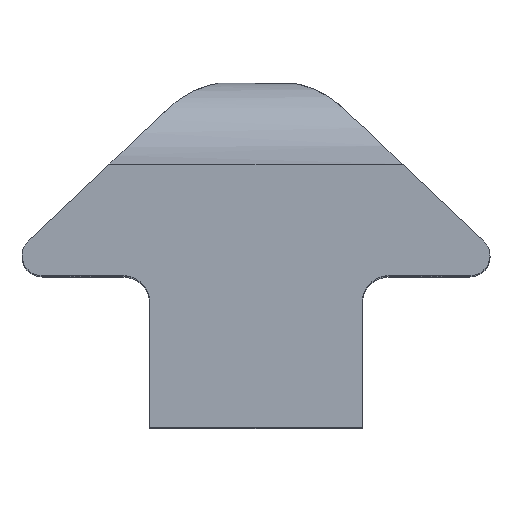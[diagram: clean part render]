
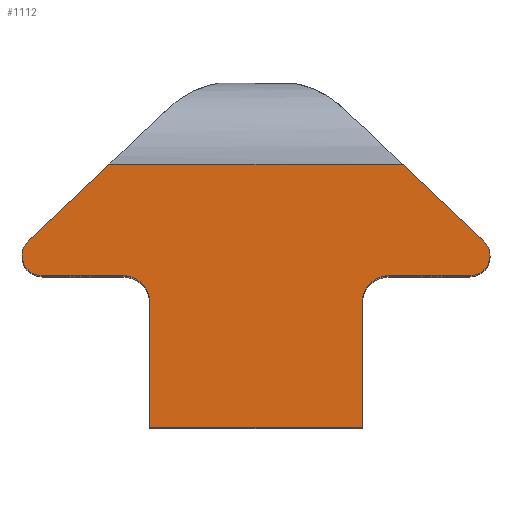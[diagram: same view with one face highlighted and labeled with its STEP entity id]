
A CAD part, top view. The second image highlights one B-rep face of the part: STEP entity #1112.
In plain terms, the highlighted planar face has unit normal (0, 0, 1).
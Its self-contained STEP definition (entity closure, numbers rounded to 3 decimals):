
#59=PLANE('',#1224);
#116=FACE_OUTER_BOUND('',#178,.T.);
#178=EDGE_LOOP('',(#988,#989,#990,#991,#992,#993,#994,#995,#996,#997,#998,
#999));
#205=LINE('',#1626,#313);
#247=LINE('',#1753,#355);
#262=LINE('',#1823,#370);
#268=LINE('',#1839,#376);
#273=LINE('',#1899,#381);
#283=LINE('',#1926,#391);
#287=LINE('',#1962,#395);
#289=LINE('',#1966,#397);
#313=VECTOR('',#1291,4.157);
#355=VECTOR('',#1413,4.157);
#370=VECTOR('',#1458,2.998);
#376=VECTOR('',#1476,4.63);
#381=VECTOR('',#1489,4.63);
#391=VECTOR('',#1519,2.998);
#395=VECTOR('',#1539,10.883);
#397=VECTOR('',#1545,7.9);
#434=CIRCLE('',#1191,0.75);
#436=CIRCLE('',#1197,1.);
#438=CIRCLE('',#1207,1.);
#440=CIRCLE('',#1211,0.75);
#467=VERTEX_POINT('',#1623);
#468=VERTEX_POINT('',#1625);
#512=VERTEX_POINT('',#1750);
#513=VERTEX_POINT('',#1752);
#528=VERTEX_POINT('',#1813);
#530=VERTEX_POINT('',#1821);
#532=VERTEX_POINT('',#1829);
#534=VERTEX_POINT('',#1837);
#538=VERTEX_POINT('',#1896);
#539=VERTEX_POINT('',#1898);
#542=VERTEX_POINT('',#1908);
#544=VERTEX_POINT('',#1916);
#579=EDGE_CURVE('',#468,#467,#205,.T.);
#645=EDGE_CURVE('',#513,#512,#247,.T.);
#665=EDGE_CURVE('',#467,#528,#434,.T.);
#669=EDGE_CURVE('',#528,#530,#262,.T.);
#673=EDGE_CURVE('',#530,#532,#436,.T.);
#677=EDGE_CURVE('',#532,#534,#268,.T.);
#684=EDGE_CURVE('',#539,#538,#273,.T.);
#690=EDGE_CURVE('',#538,#542,#438,.T.);
#693=EDGE_CURVE('',#544,#513,#440,.T.);
#698=EDGE_CURVE('',#542,#544,#283,.T.);
#705=EDGE_CURVE('',#512,#468,#287,.T.);
#707=EDGE_CURVE('',#534,#539,#289,.F.);
#988=ORIENTED_EDGE('',*,*,#579,.T.);
#989=ORIENTED_EDGE('',*,*,#665,.T.);
#990=ORIENTED_EDGE('',*,*,#669,.T.);
#991=ORIENTED_EDGE('',*,*,#673,.T.);
#992=ORIENTED_EDGE('',*,*,#677,.T.);
#993=ORIENTED_EDGE('',*,*,#707,.T.);
#994=ORIENTED_EDGE('',*,*,#684,.T.);
#995=ORIENTED_EDGE('',*,*,#690,.T.);
#996=ORIENTED_EDGE('',*,*,#698,.T.);
#997=ORIENTED_EDGE('',*,*,#693,.T.);
#998=ORIENTED_EDGE('',*,*,#645,.T.);
#999=ORIENTED_EDGE('',*,*,#705,.T.);
#1112=ADVANCED_FACE('',(#116),#59,.T.);
#1191=AXIS2_PLACEMENT_3D('',#1815,#1448,#1449);
#1197=AXIS2_PLACEMENT_3D('',#1831,#1466,#1467);
#1207=AXIS2_PLACEMENT_3D('',#1910,#1499,#1500);
#1211=AXIS2_PLACEMENT_3D('',#1917,#1508,#1509);
#1224=AXIS2_PLACEMENT_3D('',#1965,#1543,#1544);
#1291=DIRECTION('',(-0.727,-0.687,0.));
#1413=DIRECTION('',(-0.727,0.687,0.));
#1448=DIRECTION('center_axis',(0.,0.,1.));
#1449=DIRECTION('ref_axis',(1.,0.,0.));
#1458=DIRECTION('',(1.,0.,0.));
#1466=DIRECTION('center_axis',(0.,0.,-1.));
#1467=DIRECTION('ref_axis',(-1.,0.,0.));
#1476=DIRECTION('',(0.,-1.,0.));
#1489=DIRECTION('',(0.,1.,0.));
#1499=DIRECTION('center_axis',(0.,0.,-1.));
#1500=DIRECTION('ref_axis',(1.,0.,0.));
#1508=DIRECTION('center_axis',(0.,0.,1.));
#1509=DIRECTION('ref_axis',(1.,0.,0.));
#1519=DIRECTION('',(1.,0.,0.));
#1539=DIRECTION('',(-1.,0.,0.));
#1543=DIRECTION('center_axis',(0.,0.,1.));
#1544=DIRECTION('ref_axis',(1.,0.,0.));
#1545=DIRECTION('',(-1.,0.,0.));
#1623=CARTESIAN_POINT('',(-7.074,55.193,17.5));
#1625=CARTESIAN_POINT('',(-4.053,58.048,17.5));
#1626=CARTESIAN_POINT('',(-4.053,58.048,17.5));
#1750=CARTESIAN_POINT('',(6.83,58.048,17.5));
#1752=CARTESIAN_POINT('',(9.851,55.193,17.5));
#1753=CARTESIAN_POINT('',(9.851,55.193,17.5));
#1813=CARTESIAN_POINT('',(-6.559,53.898,17.5));
#1815=CARTESIAN_POINT('Origin',(-6.559,54.648,17.5));
#1821=CARTESIAN_POINT('',(-3.562,53.898,17.5));
#1823=CARTESIAN_POINT('',(-6.559,53.898,17.5));
#1829=CARTESIAN_POINT('',(-2.562,52.898,17.5));
#1831=CARTESIAN_POINT('Origin',(-3.562,52.898,17.5));
#1837=CARTESIAN_POINT('',(-2.562,48.268,17.5));
#1839=CARTESIAN_POINT('',(-2.562,52.898,17.5));
#1896=CARTESIAN_POINT('',(5.338,52.898,17.5));
#1898=CARTESIAN_POINT('',(5.338,48.268,17.5));
#1899=CARTESIAN_POINT('',(5.338,48.268,17.5));
#1908=CARTESIAN_POINT('',(6.338,53.898,17.5));
#1910=CARTESIAN_POINT('Origin',(6.338,52.898,17.5));
#1916=CARTESIAN_POINT('',(9.336,53.898,17.5));
#1917=CARTESIAN_POINT('Origin',(9.336,54.648,17.5));
#1926=CARTESIAN_POINT('',(6.338,53.898,17.5));
#1962=CARTESIAN_POINT('',(6.83,58.048,17.5));
#1965=CARTESIAN_POINT('Origin',(10.086,52.366,17.5));
#1966=CARTESIAN_POINT('',(5.338,48.268,17.5));
